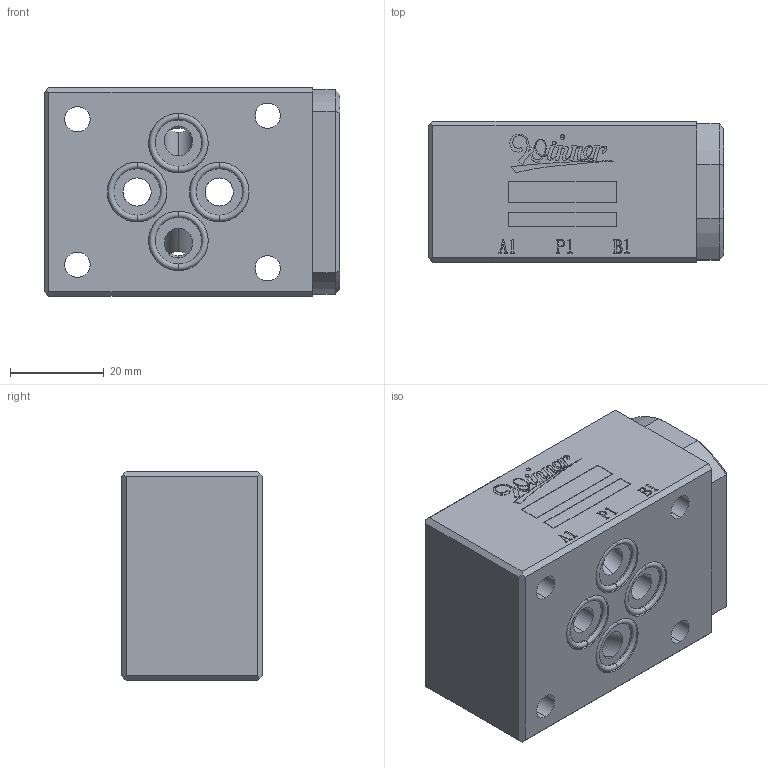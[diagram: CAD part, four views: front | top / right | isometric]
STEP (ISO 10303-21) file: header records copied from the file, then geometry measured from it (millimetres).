
FILE_DESCRIPTION (( 'STEP AP203' ), '1' );
FILE_NAME ('MH03BBB-N-13A2-Z04.STEP', '2025-01-09T06:45:48', ( 'user' ), ( '' ), 'SwSTEP 2.0', 'SolidWorks 2018', '' );
FILE_SCHEMA (( 'CONFIG_CONTROL_DESIGN' ));
Length unit declared in the file: millimetre
Products named in the file (3): 4KAA012AA001_W3046用; 6EC03040BBBXXN001; MH03BBB-N-13A2-Z04
Assembly tree (5 placements, depth 2):
  MH03BBB-N-13A2-Z04
    4KAA012AA001_W3046用  x4
    6EC03040BBBXXN001
Bounding box: 63 x 30.05 x 44.5 mm (x, y, z)
Volume: 65612.9 mm3; surface area: 18177.7 mm2
Topology: 5 solids, 5 shells, 452 faces, 1230 edges, 802 vertices
Faces by surface type: cylinder 203, plane 164, bspline 49, cone 20, torus 16
Entity records: 16355 total; most frequent: CARTESIAN_POINT 4849, ORIENTED_EDGE 2404, DIRECTION 2244, EDGE_CURVE 1202, VERTEX_POINT 790, AXIS2_PLACEMENT_3D 789, VECTOR 666, LINE 666
